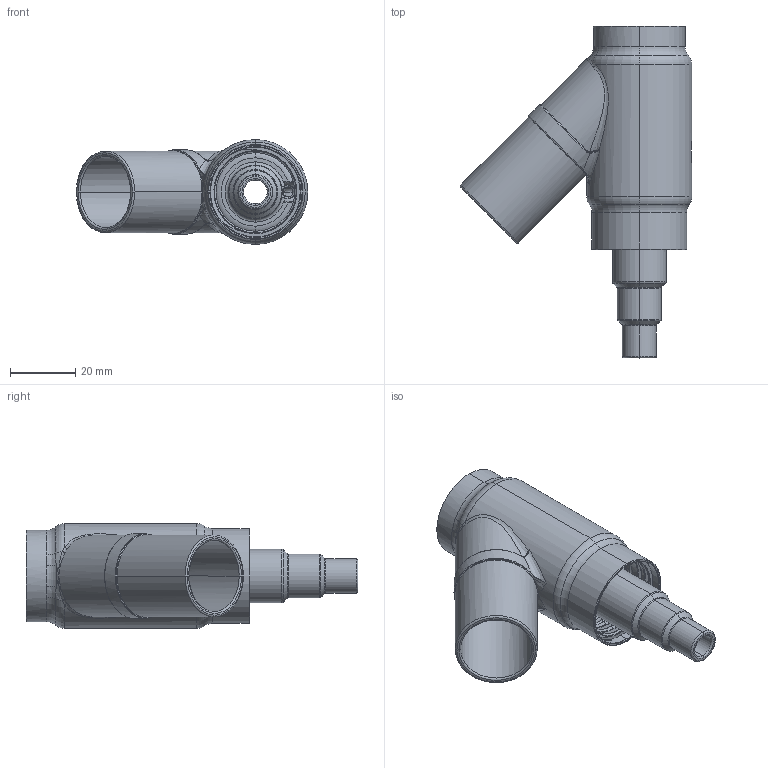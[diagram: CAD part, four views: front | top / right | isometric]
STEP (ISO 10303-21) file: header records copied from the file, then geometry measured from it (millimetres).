
FILE_DESCRIPTION (( 'STEP AP203' ), '1' );
FILE_NAME ('1. Bottle cap.STEP', '2020-03-20T05:50:52', ( '' ), ( '' ), 'SwSTEP 2.0', 'SolidWorks 2018', '' );
FILE_SCHEMA (( 'CONFIG_CONTROL_DESIGN' ));
Length unit declared in the file: millimetre
Products named in the file (1): 1. Bottle cap
Bounding box: 70.68 x 101.36 x 32 mm (x, y, z)
Volume: 22976.1 mm3; surface area: 22769 mm2
Topology: 1 solids, 1 shells, 193 faces, 461 edges, 259 vertices
Faces by surface type: bspline 71, torus 62, cylinder 40, cone 11, plane 9
Entity records: 11179 total; most frequent: CARTESIAN_POINT 7168, ORIENTED_EDGE 902, DIRECTION 758, EDGE_CURVE 451, AXIS2_PLACEMENT_3D 357, VERTEX_POINT 259, CIRCLE 234, EDGE_LOOP 200
